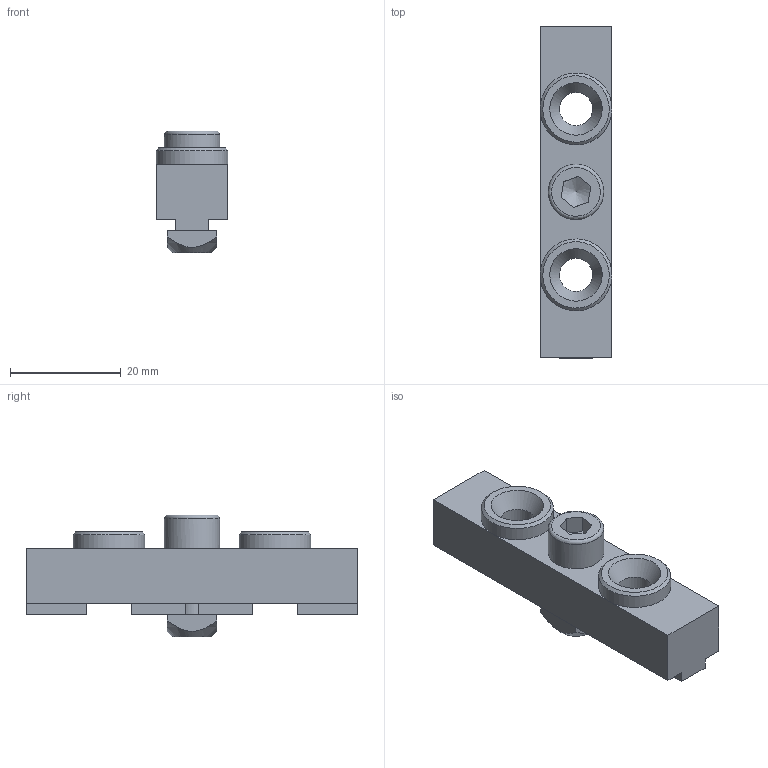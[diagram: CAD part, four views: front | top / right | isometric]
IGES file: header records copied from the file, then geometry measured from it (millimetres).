
Global section: file name: 990015; native system: Autodesk Inventor 2018; preprocessor: unknown; author: Coufal; date: 20190114.154414; units: millimetre
Bounding box: 13 x 60 x 22 mm (x, y, z)
Volume: 8831.7 mm3; surface area: 6381.7 mm2
Topology: 5 solids, 5 shells, 63 faces, 174 edges, 121 vertices
Faces by surface type: bspline 63
